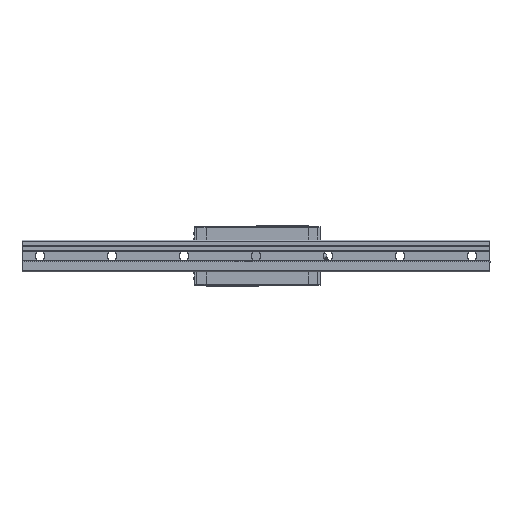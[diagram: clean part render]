
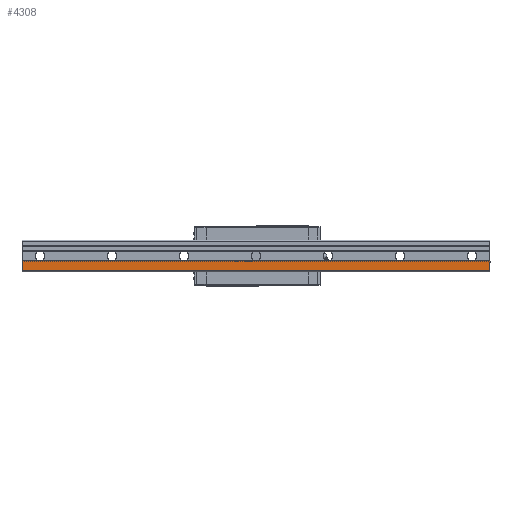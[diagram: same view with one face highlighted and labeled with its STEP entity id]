
A CAD part, left-side view. The second image highlights one B-rep face of the part: STEP entity #4308.
In plain terms, the highlighted planar face has unit normal (-1, 0, 0).
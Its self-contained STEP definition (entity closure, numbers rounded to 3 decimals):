
#182 = LINE ( 'NONE', #10543, #9104 ) ;
#562 = CARTESIAN_POINT ( 'NONE',  ( -19., 780., -7.751 ) ) ;
#1618 = VECTOR ( 'NONE', #6479, 1000. ) ;
#1751 = LINE ( 'NONE', #562, #6402 ) ;
#1984 = CARTESIAN_POINT ( 'NONE',  ( -19., 780., -24.4 ) ) ;
#2103 = EDGE_LOOP ( 'NONE', ( #8038, #5766, #2475, #9442 ) ) ;
#2296 = VERTEX_POINT ( 'NONE', #1984 ) ;
#2475 = ORIENTED_EDGE ( 'NONE', *, *, #5525, .T. ) ;
#2483 = DIRECTION ( 'NONE',  ( 0., -1., 0. ) ) ;
#2653 = CARTESIAN_POINT ( 'NONE',  ( -19., 0., -24.4 ) ) ;
#3148 = CARTESIAN_POINT ( 'NONE',  ( -19., 0., -8.5 ) ) ;
#3667 = CARTESIAN_POINT ( 'NONE',  ( -19., 780., -8.5 ) ) ;
#4308 = ADVANCED_FACE ( 'NONE', ( #10748 ), #8318, .F. ) ;
#4771 = DIRECTION ( 'NONE',  ( 0., 0., -1. ) ) ;
#4936 = EDGE_CURVE ( 'NONE', #9836, #7104, #182, .T. ) ;
#5357 = CARTESIAN_POINT ( 'NONE',  ( -19., 780., -8.5 ) ) ;
#5525 = EDGE_CURVE ( 'NONE', #2296, #7104, #8847, .T. ) ;
#5614 = VERTEX_POINT ( 'NONE', #5357 ) ;
#5766 = ORIENTED_EDGE ( 'NONE', *, *, #10824, .T. ) ;
#5945 = DIRECTION ( 'NONE',  ( 1., 0., 0. ) ) ;
#6402 = VECTOR ( 'NONE', #10945, 1000. ) ;
#6479 = DIRECTION ( 'NONE',  ( 0., -1., 0. ) ) ;
#7104 = VERTEX_POINT ( 'NONE', #2653 ) ;
#7136 = CARTESIAN_POINT ( 'NONE',  ( -19., 780., -24.4 ) ) ;
#7659 = CARTESIAN_POINT ( 'NONE',  ( -19., 780., -24.4 ) ) ;
#8038 = ORIENTED_EDGE ( 'NONE', *, *, #8991, .F. ) ;
#8318 = PLANE ( 'NONE',  #9266 ) ;
#8847 = LINE ( 'NONE', #7659, #1618 ) ;
#8991 = EDGE_CURVE ( 'NONE', #5614, #9836, #9599, .T. ) ;
#9104 = VECTOR ( 'NONE', #9368, 1000. ) ;
#9266 = AXIS2_PLACEMENT_3D ( 'NONE', #7136, #5945, #4771 ) ;
#9368 = DIRECTION ( 'NONE',  ( 0., 0., -1. ) ) ;
#9442 = ORIENTED_EDGE ( 'NONE', *, *, #4936, .F. ) ;
#9599 = LINE ( 'NONE', #3667, #10401 ) ;
#9836 = VERTEX_POINT ( 'NONE', #3148 ) ;
#10401 = VECTOR ( 'NONE', #2483, 1000. ) ;
#10543 = CARTESIAN_POINT ( 'NONE',  ( -19., 0., -7.751 ) ) ;
#10748 = FACE_OUTER_BOUND ( 'NONE', #2103, .T. ) ;
#10824 = EDGE_CURVE ( 'NONE', #5614, #2296, #1751, .T. ) ;
#10945 = DIRECTION ( 'NONE',  ( 0., 0., -1. ) ) ;
